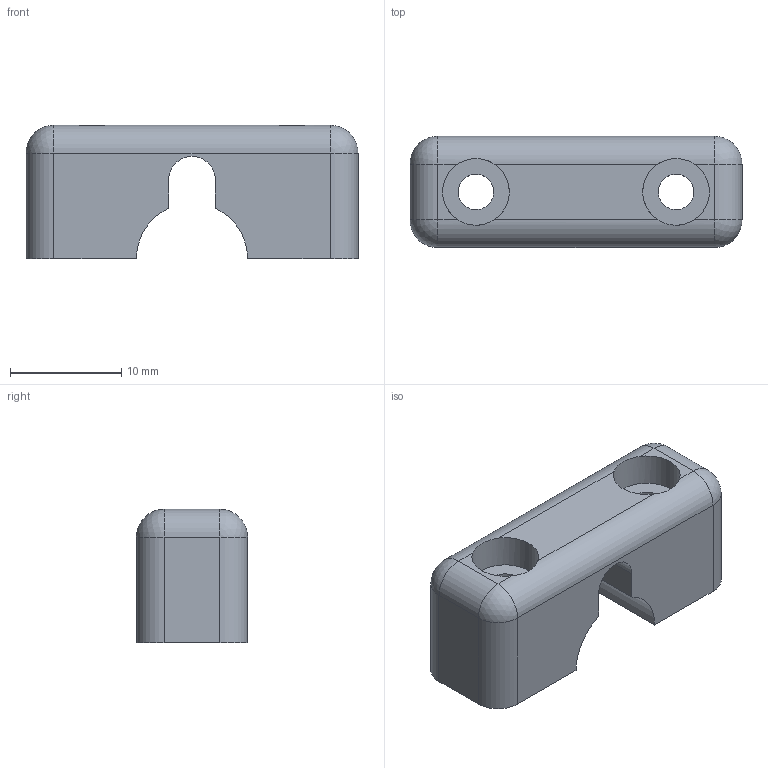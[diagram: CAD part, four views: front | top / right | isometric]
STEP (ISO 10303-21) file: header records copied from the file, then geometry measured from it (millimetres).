
FILE_DESCRIPTION(/* description */ (''),/* implementation_level */ '2;1');
FILE_NAME(/* name */ 'Cable_clamp.step',/* time_stamp */ '2017-07-31T14:22:59+01:00',/* author */ (''),/* organization */ (''),/* preprocessor_version */ 'ST-DEVELOPER v16.13',/* originating_system */ 'Autodesk Translation Framework v6.1.1.50',/* authorisation */ '');
FILE_SCHEMA (('AUTOMOTIVE_DESIGN { 1 0 10303 214 3 1 1 }'));
Length unit declared in the file: millimetre
Products named in the file (1): Cable Clamp v7
Bounding box: 29.86 x 10 x 12 mm (x, y, z)
Volume: 2551.2 mm3; surface area: 1689 mm2
Topology: 1 solids, 1 shells, 32 faces, 80 edges, 50 vertices
Faces by surface type: cylinder 15, plane 13, sphere 4
Full cylindrical faces by diameter (mm): 3.2 x2, 6 x2
Entity records: 965 total; most frequent: CARTESIAN_POINT 187, DIRECTION 166, ORIENTED_EDGE 144, EDGE_CURVE 72, AXIS2_PLACEMENT_3D 65, VERTEX_POINT 46, EDGE_LOOP 40, LINE 36
